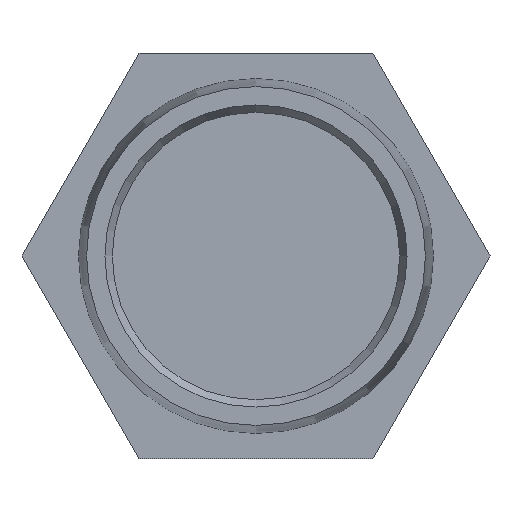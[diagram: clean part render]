
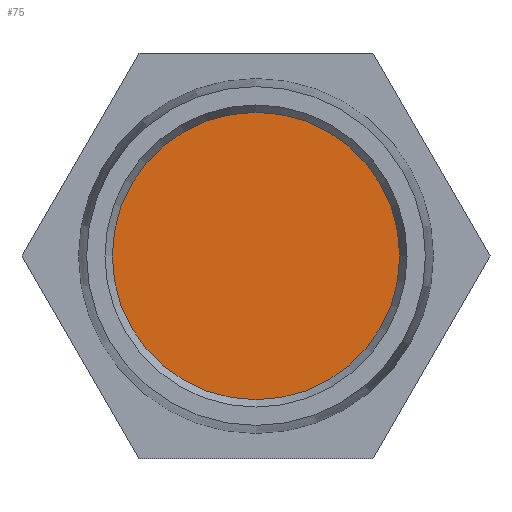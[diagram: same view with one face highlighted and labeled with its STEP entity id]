
A CAD part, front view. The second image highlights one B-rep face of the part: STEP entity #75.
In plain terms, the highlighted planar face has unit normal (0, -1, 0).
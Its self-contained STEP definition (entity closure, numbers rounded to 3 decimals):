
#75 = ADVANCED_FACE( '', ( #162 ), #163, .T. );
#162 = FACE_OUTER_BOUND( '', #253, .T. );
#163 = PLANE( '', #254 );
#253 = EDGE_LOOP( '', ( #380 ) );
#254 = AXIS2_PLACEMENT_3D( '', #381, #382, #383 );
#380 = ORIENTED_EDGE( '', *, *, #479, .T. );
#381 = CARTESIAN_POINT( '', ( 0., 15., 0. ) );
#382 = DIRECTION( '', ( 0., -1., 0. ) );
#383 = DIRECTION( '', ( 1., 0., 0. ) );
#479 = EDGE_CURVE( '', #556, #556, #557, .T. );
#556 = VERTEX_POINT( '', #652 );
#557 = CIRCLE( '', #653, 19.5 );
#652 = CARTESIAN_POINT( '', ( 0., 15., -19.5 ) );
#653 = AXIS2_PLACEMENT_3D( '', #729, #730, #731 );
#729 = CARTESIAN_POINT( '', ( 0., 15., 0. ) );
#730 = DIRECTION( '', ( 0., -1., 0. ) );
#731 = DIRECTION( '', ( 0., 0., -1. ) );
